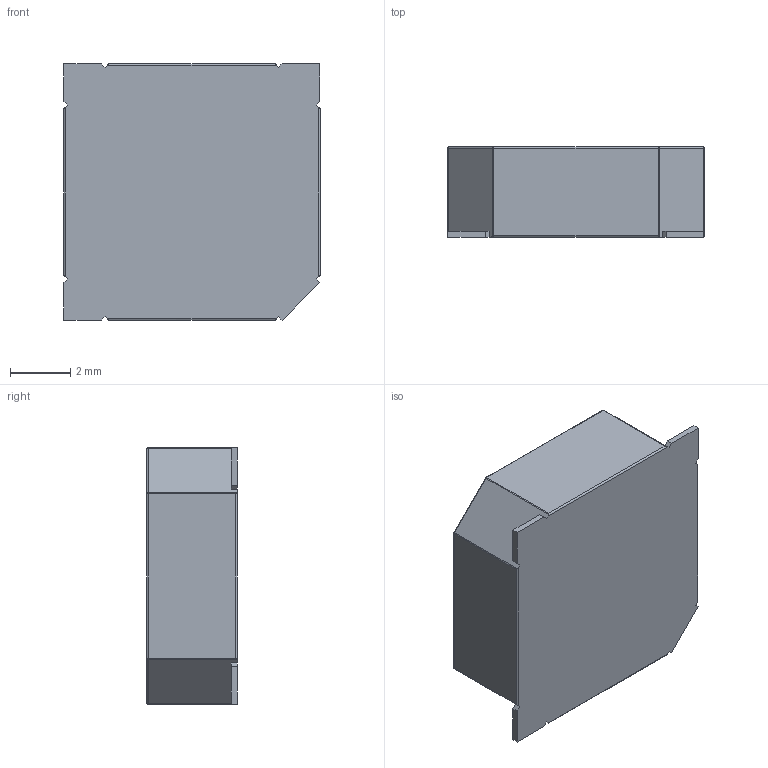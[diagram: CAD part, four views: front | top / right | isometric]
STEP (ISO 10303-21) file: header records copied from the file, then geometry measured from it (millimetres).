
FILE_DESCRIPTION (( 'STEP AP214' ), '1' );
FILE_NAME ('D006CD34-5C14-4D78-AFAF-88A567C20AB1.STEP', '2024-11-07T10:02:38', ( '' ), ( '' ), 'SwSTEP 2.0', 'SolidWorks 2022', '' );
FILE_SCHEMA (( 'AUTOMOTIVE_DESIGN' ));
Length unit declared in the file: millimetre
Products named in the file (1): D006CD34-5C14-4D78-AFAF-88A567C20AB1
Bounding box: 8.5 x 3 x 8.5 mm (x, y, z)
Volume: 143.7 mm3; surface area: 434.3 mm2
Topology: 1 solids, 1 shells, 107 faces, 270 edges, 163 vertices
Faces by surface type: plane 62, cylinder 33, sphere 8, torus 4
Entity records: 3378 total; most frequent: CARTESIAN_POINT 602, ORIENTED_EDGE 524, DIRECTION 499, EDGE_CURVE 262, LINE 195, VECTOR 195, VERTEX_POINT 163, AXIS2_PLACEMENT_3D 152
